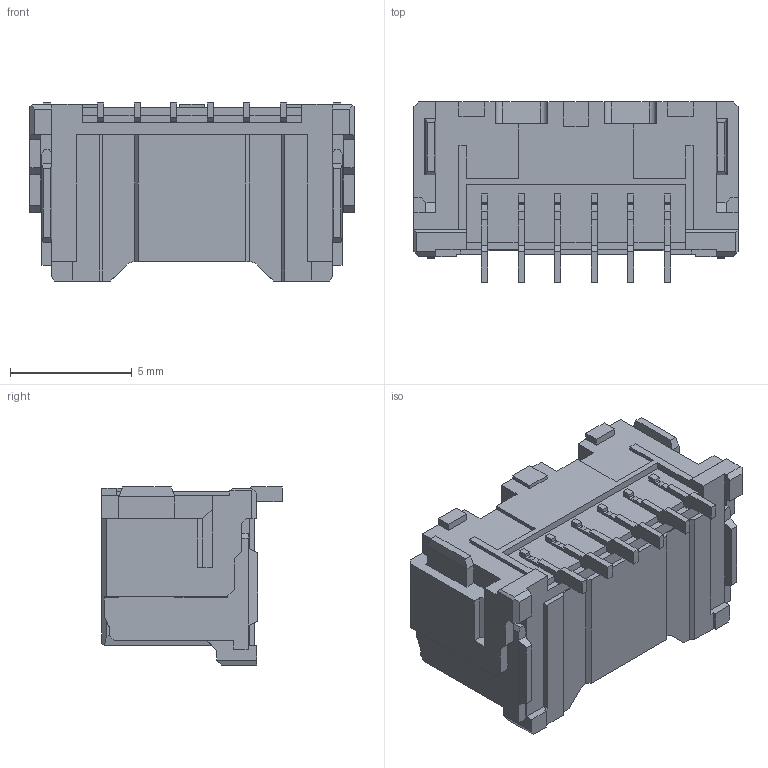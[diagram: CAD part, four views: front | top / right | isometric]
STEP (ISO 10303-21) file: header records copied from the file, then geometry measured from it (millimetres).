
FILE_DESCRIPTION(('STEP AP242'),'1');
FILE_NAME('2132250610.stp','2024-09-24T20:58:36',('TraceParts'),('TraceParts S.A.'),'Spatial InterOp 3D',' ',' ');
FILE_SCHEMA(('AP242_MANAGED_MODEL_BASED_3D_ENGINEERING_MIM_LF {1 0 10303 442 1 1 4}'));
Length unit declared in the file: millimetre
Products named in the file (1): 2132250610_1
Bounding box: 13.3 x 7.4 x 7.3 mm (x, y, z)
Volume: 258.7 mm3; surface area: 750.6 mm2
Topology: 1 solids, 1 shells, 518 faces, 1545 edges, 1054 vertices
Faces by surface type: plane 454, cylinder 64
Entity records: 17137 total; most frequent: CARTESIAN_POINT 3141, ORIENTED_EDGE 3026, DIRECTION 2683, EDGE_CURVE 1513, LINE 1411, VECTOR 1411, VERTEX_POINT 990, AXIS2_PLACEMENT_3D 636
